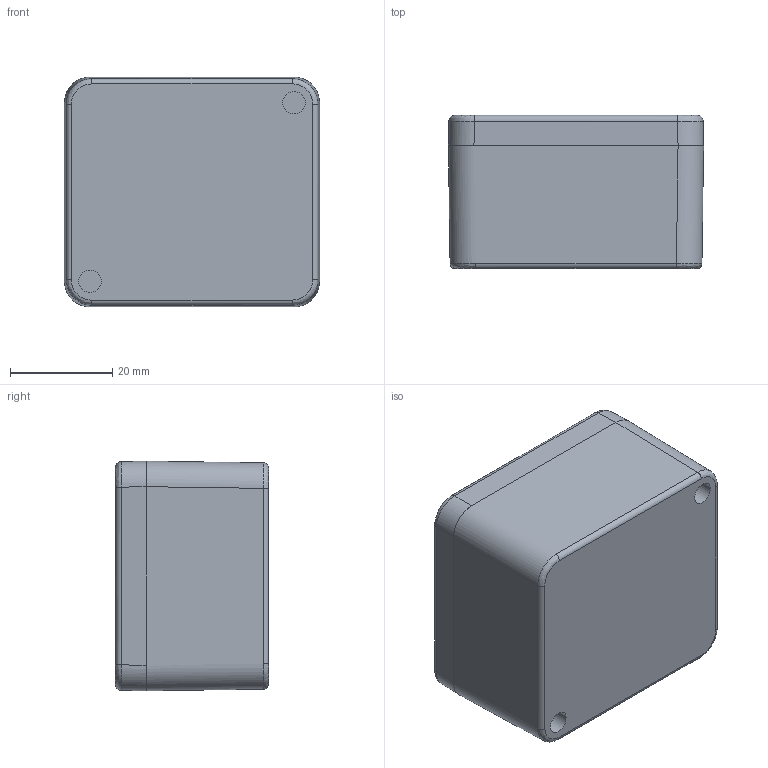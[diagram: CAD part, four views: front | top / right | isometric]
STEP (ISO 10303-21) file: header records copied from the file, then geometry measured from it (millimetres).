
FILE_DESCRIPTION (( 'STEP AP214' ), '1' );
FILE_NAME ('2374-0504-03-50.step', '2023-11-08T10:37:55', ( '' ), ( '' ), 'SwSTEP 2.0', 'SolidWorks 2019', '' );
FILE_SCHEMA (( 'AUTOMOTIVE_DESIGN' ));
Length unit declared in the file: millimetre
Products named in the file (6): Unterteil^2374-0504-03-50; Deckel^2374-0504-03-50; 2374-0504-03-50; DeckelschraubeM4x15; SchutzleiteranschlussM3x6
Assembly tree (7 placements, depth 3):
  2374-0504-03-50
    2374-0504-03-50
      Unterteil^2374-0504-03-50
      SchutzleiteranschlussM3x6  x2
      Deckel^2374-0504-03-50
      DeckelschraubeM4x15  x2
Bounding box: 50 x 30 x 45 mm (x, y, z)
Volume: 26003 mm3; surface area: 21812 mm2
Topology: 24 solids, 24 shells, 535 faces, 1373 edges, 885 vertices
Faces by surface type: plane 228, cylinder 171, cone 102, bspline 20, torus 14
Entity records: 14021 total; most frequent: CARTESIAN_POINT 4806, ORIENTED_EDGE 1908, DIRECTION 1788, EDGE_CURVE 954, AXIS2_PLACEMENT_3D 670, VERTEX_POINT 614, LINE 448, VECTOR 448
